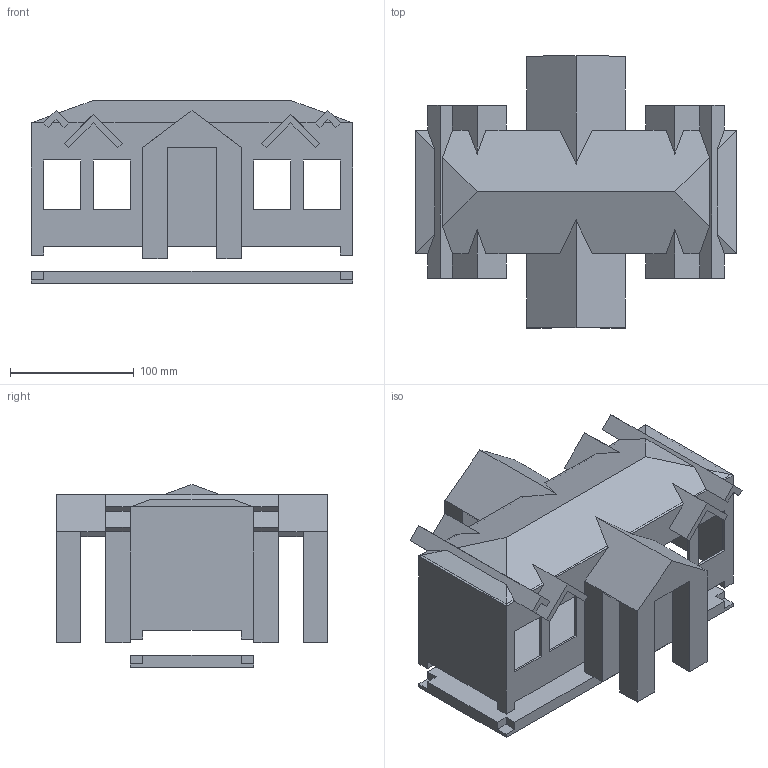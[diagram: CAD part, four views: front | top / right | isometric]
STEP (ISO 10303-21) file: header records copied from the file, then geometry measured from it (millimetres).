
FILE_DESCRIPTION(/* description */ (''),/* implementation_level */ '2;1');
FILE_NAME(/* name */ 'amtrack station v1.step',/* time_stamp */ '2023-10-18T01:36:07-07:00',/* author */ (''),/* organization */ (''),/* preprocessor_version */ 'ST-DEVELOPER v20',/* originating_system */ 'Autodesk Translation Framework v12.14.0.127',/* authorisation */ '');
FILE_SCHEMA (('AUTOMOTIVE_DESIGN { 1 0 10303 214 3 1 1 }'));
Length unit declared in the file: millimetre
Products named in the file (1): amtrack station
Bounding box: 260 x 220 x 148.2 mm (x, y, z)
Volume: 1224903.5 mm3; surface area: 352630.6 mm2
Topology: 2 solids, 2 shells, 235 faces, 657 edges, 426 vertices
Faces by surface type: plane 235
Entity records: 7407 total; most frequent: CARTESIAN_POINT 1319, ORIENTED_EDGE 1314, DIRECTION 1129, LINE 657, VECTOR 657, EDGE_CURVE 657, VERTEX_POINT 426, EDGE_LOOP 251
